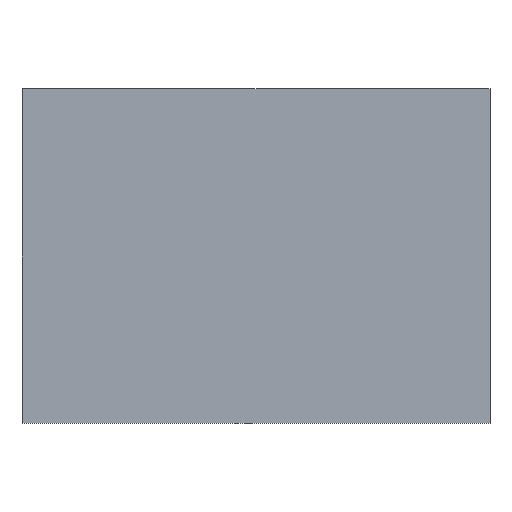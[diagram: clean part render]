
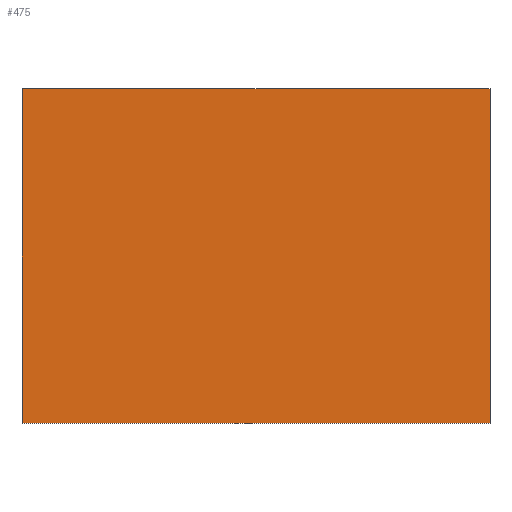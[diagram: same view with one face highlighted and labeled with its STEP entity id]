
A CAD part, front view. The second image highlights one B-rep face of the part: STEP entity #475.
In plain terms, the highlighted planar face has unit normal (0, -1, 0).
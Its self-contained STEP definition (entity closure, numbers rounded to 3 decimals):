
#15 = CARTESIAN_POINT ( 'NONE',  ( 0., 0., 0. ) ) ;
#42 = DIRECTION ( 'NONE',  ( 0., 0., -1. ) ) ;
#60 = CARTESIAN_POINT ( 'NONE',  ( 0., 0., 0. ) ) ;
#89 = EDGE_CURVE ( 'NONE', #647, #106, #296, .T. ) ;
#106 = VERTEX_POINT ( 'NONE', #618 ) ;
#132 = ORIENTED_EDGE ( 'NONE', *, *, #622, .F. ) ;
#168 = EDGE_CURVE ( 'NONE', #106, #174, #171, .T. ) ;
#171 = LINE ( 'NONE', #597, #448 ) ;
#174 = VERTEX_POINT ( 'NONE', #271 ) ;
#184 = CARTESIAN_POINT ( 'NONE',  ( 47.5, 0., 0. ) ) ;
#189 = ORIENTED_EDGE ( 'NONE', *, *, #89, .F. ) ;
#238 = ORIENTED_EDGE ( 'NONE', *, *, #168, .F. ) ;
#253 = LINE ( 'NONE', #468, #261 ) ;
#261 = VECTOR ( 'NONE', #685, 1000. ) ;
#271 = CARTESIAN_POINT ( 'NONE',  ( 0., 0., -34. ) ) ;
#285 = DIRECTION ( 'NONE',  ( 0., 0., -1. ) ) ;
#296 = LINE ( 'NONE', #184, #592 ) ;
#322 = EDGE_LOOP ( 'NONE', ( #428, #238, #189, #132 ) ) ;
#326 = LINE ( 'NONE', #60, #632 ) ;
#372 = VERTEX_POINT ( 'NONE', #15 ) ;
#375 = CARTESIAN_POINT ( 'NONE',  ( 47.5, 0., 0. ) ) ;
#409 = PLANE ( 'NONE',  #662 ) ;
#428 = ORIENTED_EDGE ( 'NONE', *, *, #543, .F. ) ;
#438 = DIRECTION ( 'NONE',  ( -1., 0., 0. ) ) ;
#448 = VECTOR ( 'NONE', #438, 1000. ) ;
#468 = CARTESIAN_POINT ( 'NONE',  ( 0., 0., 0. ) ) ;
#470 = DIRECTION ( 'NONE',  ( 0., -1., 0. ) ) ;
#475 = ADVANCED_FACE ( 'NONE', ( #636 ), #409, .T. ) ;
#523 = CARTESIAN_POINT ( 'NONE',  ( 0., 0., 0. ) ) ;
#543 = EDGE_CURVE ( 'NONE', #174, #372, #253, .T. ) ;
#592 = VECTOR ( 'NONE', #285, 1000. ) ;
#597 = CARTESIAN_POINT ( 'NONE',  ( 0., 0., -34. ) ) ;
#618 = CARTESIAN_POINT ( 'NONE',  ( 47.5, 0., -34. ) ) ;
#622 = EDGE_CURVE ( 'NONE', #372, #647, #326, .T. ) ;
#632 = VECTOR ( 'NONE', #639, 1000. ) ;
#636 = FACE_OUTER_BOUND ( 'NONE', #322, .T. ) ;
#639 = DIRECTION ( 'NONE',  ( 1., 0., 0. ) ) ;
#647 = VERTEX_POINT ( 'NONE', #375 ) ;
#662 = AXIS2_PLACEMENT_3D ( 'NONE', #523, #470, #42 ) ;
#685 = DIRECTION ( 'NONE',  ( 0., 0., 1. ) ) ;
